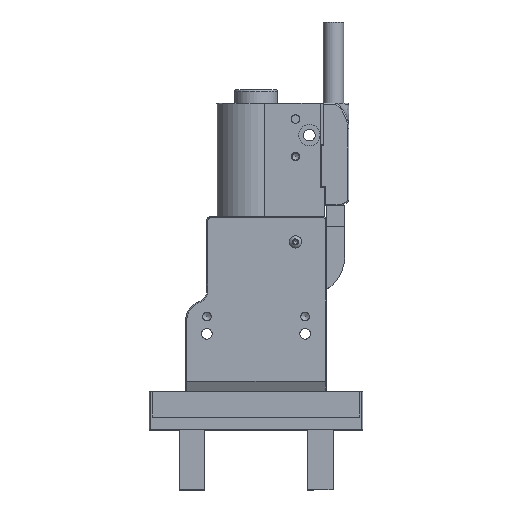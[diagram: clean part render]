
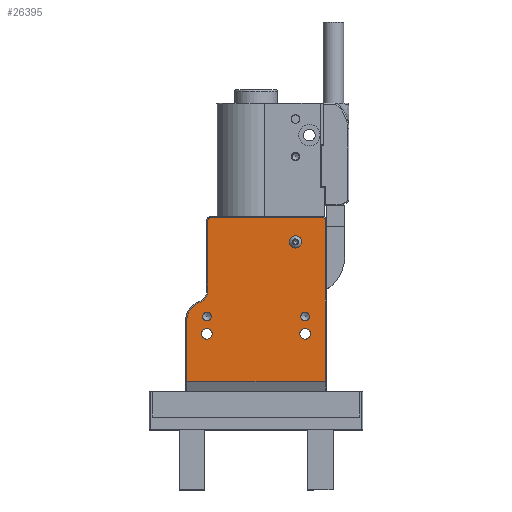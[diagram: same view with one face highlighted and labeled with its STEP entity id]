
A CAD part, top view. The second image highlights one B-rep face of the part: STEP entity #26395.
In plain terms, the highlighted planar face has unit normal (0, 0, 1).
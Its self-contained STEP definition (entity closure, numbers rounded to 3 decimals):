
#37 = ORIENTED_EDGE ( 'NONE', *, *, #7598, .T. ) ;
#239 = AXIS2_PLACEMENT_3D ( 'NONE', #36189, #17417, #46963 ) ;
#276 = VERTEX_POINT ( 'NONE', #30275 ) ;
#370 = LINE ( 'NONE', #15450, #2696 ) ;
#706 = CARTESIAN_POINT ( 'NONE',  ( -23., -47., 22.5 ) ) ;
#1219 = CIRCLE ( 'NONE', #43254, 9.5 ) ;
#1863 = PLANE ( 'NONE',  #32133 ) ;
#2575 = FACE_BOUND ( 'NONE', #32748, .T. ) ;
#2696 = VECTOR ( 'NONE', #15933, 1000. ) ;
#3537 = CARTESIAN_POINT ( 'NONE',  ( -21., -2., 22.5 ) ) ;
#3770 = DIRECTION ( 'NONE',  ( 0., 1., 0. ) ) ;
#3829 = EDGE_LOOP ( 'NONE', ( #44486 ) ) ;
#4081 = DIRECTION ( 'NONE',  ( 0., 0., 1. ) ) ;
#4386 = DIRECTION ( 'NONE',  ( 0., 0., 1. ) ) ;
#4527 = CARTESIAN_POINT ( 'NONE',  ( -21., -47., 22.5 ) ) ;
#4766 = VERTEX_POINT ( 'NONE', #4527 ) ;
#5369 = LINE ( 'NONE', #20187, #18623 ) ;
#5968 = CARTESIAN_POINT ( 'NONE',  ( 25.5, -55., 22.5 ) ) ;
#6184 = EDGE_CURVE ( 'NONE', #37173, #37173, #29713, .T. ) ;
#6423 = DIRECTION ( 'NONE',  ( 0., 0., 1. ) ) ;
#6718 = DIRECTION ( 'NONE',  ( 0., 0., 1. ) ) ;
#7598 = EDGE_CURVE ( 'NONE', #38661, #23219, #370, .T. ) ;
#9304 = VERTEX_POINT ( 'NONE', #30410 ) ;
#9517 = ORIENTED_EDGE ( 'NONE', *, *, #36910, .T. ) ;
#9667 = VECTOR ( 'NONE', #20957, 1000. ) ;
#9770 = CARTESIAN_POINT ( 'NONE',  ( 32.5, -82., 22.5 ) ) ;
#9937 = AXIS2_PLACEMENT_3D ( 'NONE', #18133, #6718, #10865 ) ;
#9965 = CARTESIAN_POINT ( 'NONE',  ( 31., -0.5, 22.5 ) ) ;
#10340 = DIRECTION ( 'NONE',  ( 0., 1., 0. ) ) ;
#10535 = EDGE_CURVE ( 'NONE', #23456, #23456, #25848, .T. ) ;
#10865 = DIRECTION ( 'NONE',  ( 0., 1., 0. ) ) ;
#11723 = ORIENTED_EDGE ( 'NONE', *, *, #19137, .T. ) ;
#11733 = EDGE_CURVE ( 'NONE', #4766, #4766, #46429, .T. ) ;
#12077 = DIRECTION ( 'NONE',  ( 1., 0., 0. ) ) ;
#12242 = CIRCLE ( 'NONE', #9937, 1.5 ) ;
#12358 = EDGE_CURVE ( 'NONE', #42880, #23473, #12242, .T. ) ;
#12368 = DIRECTION ( 'NONE',  ( 1., 0., 0. ) ) ;
#12683 = VECTOR ( 'NONE', #20905, 1000. ) ;
#12800 = EDGE_CURVE ( 'NONE', #9304, #38661, #1219, .T. ) ;
#13503 = CARTESIAN_POINT ( 'NONE',  ( -23., -49.142, 22.5 ) ) ;
#13773 = FACE_BOUND ( 'NONE', #41606, .T. ) ;
#13932 = CARTESIAN_POINT ( 'NONE',  ( -28., -35., 22.5 ) ) ;
#14321 = EDGE_LOOP ( 'NONE', ( #19150 ) ) ;
#14683 = AXIS2_PLACEMENT_3D ( 'NONE', #3537, #25882, #3770 ) ;
#15044 = EDGE_CURVE ( 'NONE', #23473, #40027, #24097, .T. ) ;
#15133 = CARTESIAN_POINT ( 'NONE',  ( -32.5, -77.323, 22.5 ) ) ;
#15278 = EDGE_CURVE ( 'NONE', #31513, #31513, #42739, .T. ) ;
#15450 = CARTESIAN_POINT ( 'NONE',  ( -32.5, -77.323, 22.5 ) ) ;
#15698 = CARTESIAN_POINT ( 'NONE',  ( 18.5, -12., 22.5 ) ) ;
#15933 = DIRECTION ( 'NONE',  ( 0., -1., 0. ) ) ;
#16089 = ORIENTED_EDGE ( 'NONE', *, *, #12800, .T. ) ;
#16696 = DIRECTION ( 'NONE',  ( 0., 0., -1. ) ) ;
#16907 = VERTEX_POINT ( 'NONE', #28333 ) ;
#17417 = DIRECTION ( 'NONE',  ( 0., 0., 1. ) ) ;
#17570 = ORIENTED_EDGE ( 'NONE', *, *, #47029, .T. ) ;
#17916 = CARTESIAN_POINT ( 'NONE',  ( 32.5, -77.323, 22.5 ) ) ;
#18086 = EDGE_CURVE ( 'NONE', #20508, #9304, #45314, .T. ) ;
#18133 = CARTESIAN_POINT ( 'NONE',  ( 31., -2., 22.5 ) ) ;
#18623 = VECTOR ( 'NONE', #46333, 1000. ) ;
#19137 = EDGE_CURVE ( 'NONE', #23219, #37857, #42451, .T. ) ;
#19150 = ORIENTED_EDGE ( 'NONE', *, *, #10535, .F. ) ;
#19387 = CARTESIAN_POINT ( 'NONE',  ( -21., -0.5, 22.5 ) ) ;
#20187 = CARTESIAN_POINT ( 'NONE',  ( -22.5, -82., 22.5 ) ) ;
#20508 = VERTEX_POINT ( 'NONE', #40580 ) ;
#20606 = ORIENTED_EDGE ( 'NONE', *, *, #21669, .T. ) ;
#20905 = DIRECTION ( 'NONE',  ( 0., 1., 0. ) ) ;
#20957 = DIRECTION ( 'NONE',  ( 1., 0., 0. ) ) ;
#21669 = EDGE_CURVE ( 'NONE', #40027, #276, #35687, .T. ) ;
#22022 = ORIENTED_EDGE ( 'NONE', *, *, #6184, .F. ) ;
#22630 = EDGE_LOOP ( 'NONE', ( #22022 ) ) ;
#23219 = VERTEX_POINT ( 'NONE', #15133 ) ;
#23456 = VERTEX_POINT ( 'NONE', #34916 ) ;
#23473 = VERTEX_POINT ( 'NONE', #9965 ) ;
#23866 = CARTESIAN_POINT ( 'NONE',  ( 33., -77.323, 22.5 ) ) ;
#23867 = CARTESIAN_POINT ( 'NONE',  ( 33., -0.5, 22.5 ) ) ;
#23994 = AXIS2_PLACEMENT_3D ( 'NONE', #45771, #4081, #12368 ) ;
#24097 = LINE ( 'NONE', #23867, #45845 ) ;
#24474 = FACE_BOUND ( 'NONE', #3829, .T. ) ;
#25848 = CIRCLE ( 'NONE', #239, 2.5 ) ;
#25882 = DIRECTION ( 'NONE',  ( 0., 0., 1. ) ) ;
#25955 = ORIENTED_EDGE ( 'NONE', *, *, #11733, .F. ) ;
#26395 = ADVANCED_FACE ( 'NONE', ( #2575, #13773, #43511, #24474, #28856, #39135 ), #1863, .F. ) ;
#27877 = CARTESIAN_POINT ( 'NONE',  ( 33., -82., 22.5 ) ) ;
#28333 = CARTESIAN_POINT ( 'NONE',  ( 25., -47., 22.5 ) ) ;
#28856 = FACE_BOUND ( 'NONE', #22630, .T. ) ;
#29475 = EDGE_LOOP ( 'NONE', ( #11723, #9517, #38979, #36462, #20606, #17570, #38053, #16089, #37 ) ) ;
#29713 = CIRCLE ( 'NONE', #33578, 2.25 ) ;
#30275 = CARTESIAN_POINT ( 'NONE',  ( -22.5, -2., 22.5 ) ) ;
#30410 = CARTESIAN_POINT ( 'NONE',  ( -26.167, -40.185, 22.5 ) ) ;
#30877 = DIRECTION ( 'NONE',  ( 1., 0., 0. ) ) ;
#31513 = VERTEX_POINT ( 'NONE', #5968 ) ;
#31575 = DIRECTION ( 'NONE',  ( 0., 0., 1. ) ) ;
#31805 = DIRECTION ( 'NONE',  ( 1., 0., 0. ) ) ;
#32133 = AXIS2_PLACEMENT_3D ( 'NONE', #27877, #16696, #46489 ) ;
#32308 = AXIS2_PLACEMENT_3D ( 'NONE', #706, #4386, #30877 ) ;
#32537 = LINE ( 'NONE', #9770, #12683 ) ;
#32748 = EDGE_LOOP ( 'NONE', ( #25955 ) ) ;
#33578 = AXIS2_PLACEMENT_3D ( 'NONE', #15698, #45231, #12077 ) ;
#34916 = CARTESIAN_POINT ( 'NONE',  ( -20.5, -55., 22.5 ) ) ;
#35008 = CARTESIAN_POINT ( 'NONE',  ( -32.5, -49.142, 22.5 ) ) ;
#35470 = CARTESIAN_POINT ( 'NONE',  ( 23., -47., 22.5 ) ) ;
#35687 = CIRCLE ( 'NONE', #14683, 1.5 ) ;
#36189 = CARTESIAN_POINT ( 'NONE',  ( -23., -55., 22.5 ) ) ;
#36462 = ORIENTED_EDGE ( 'NONE', *, *, #15044, .T. ) ;
#36560 = AXIS2_PLACEMENT_3D ( 'NONE', #35470, #31575, #31805 ) ;
#36910 = EDGE_CURVE ( 'NONE', #37857, #42880, #32537, .T. ) ;
#37173 = VERTEX_POINT ( 'NONE', #44990 ) ;
#37178 = CARTESIAN_POINT ( 'NONE',  ( 32.5, -2., 22.5 ) ) ;
#37857 = VERTEX_POINT ( 'NONE', #17916 ) ;
#38053 = ORIENTED_EDGE ( 'NONE', *, *, #18086, .T. ) ;
#38661 = VERTEX_POINT ( 'NONE', #35008 ) ;
#38979 = ORIENTED_EDGE ( 'NONE', *, *, #12358, .T. ) ;
#39135 = FACE_OUTER_BOUND ( 'NONE', #29475, .T. ) ;
#39777 = DIRECTION ( 'NONE',  ( 0., 1., 0. ) ) ;
#39860 = AXIS2_PLACEMENT_3D ( 'NONE', #13932, #47590, #39777 ) ;
#40027 = VERTEX_POINT ( 'NONE', #19387 ) ;
#40450 = ORIENTED_EDGE ( 'NONE', *, *, #46247, .F. ) ;
#40580 = CARTESIAN_POINT ( 'NONE',  ( -22.5, -35., 22.5 ) ) ;
#41606 = EDGE_LOOP ( 'NONE', ( #40450 ) ) ;
#42451 = LINE ( 'NONE', #23866, #9667 ) ;
#42739 = CIRCLE ( 'NONE', #23994, 2.5 ) ;
#42880 = VERTEX_POINT ( 'NONE', #37178 ) ;
#43254 = AXIS2_PLACEMENT_3D ( 'NONE', #13503, #6423, #10340 ) ;
#43511 = FACE_BOUND ( 'NONE', #14321, .T. ) ;
#44486 = ORIENTED_EDGE ( 'NONE', *, *, #15278, .F. ) ;
#44990 = CARTESIAN_POINT ( 'NONE',  ( 20.75, -12., 22.5 ) ) ;
#45154 = CIRCLE ( 'NONE', #36560, 2. ) ;
#45231 = DIRECTION ( 'NONE',  ( 0., 0., 1. ) ) ;
#45314 = CIRCLE ( 'NONE', #39860, 5.5 ) ;
#45771 = CARTESIAN_POINT ( 'NONE',  ( 23., -55., 22.5 ) ) ;
#45845 = VECTOR ( 'NONE', #46140, 1000. ) ;
#46140 = DIRECTION ( 'NONE',  ( -1., 0., 0. ) ) ;
#46247 = EDGE_CURVE ( 'NONE', #16907, #16907, #45154, .T. ) ;
#46333 = DIRECTION ( 'NONE',  ( 0., -1., 0. ) ) ;
#46429 = CIRCLE ( 'NONE', #32308, 2. ) ;
#46489 = DIRECTION ( 'NONE',  ( 0., 1., 0. ) ) ;
#46963 = DIRECTION ( 'NONE',  ( 1., 0., 0. ) ) ;
#47029 = EDGE_CURVE ( 'NONE', #276, #20508, #5369, .T. ) ;
#47590 = DIRECTION ( 'NONE',  ( 0., 0., -1. ) ) ;
